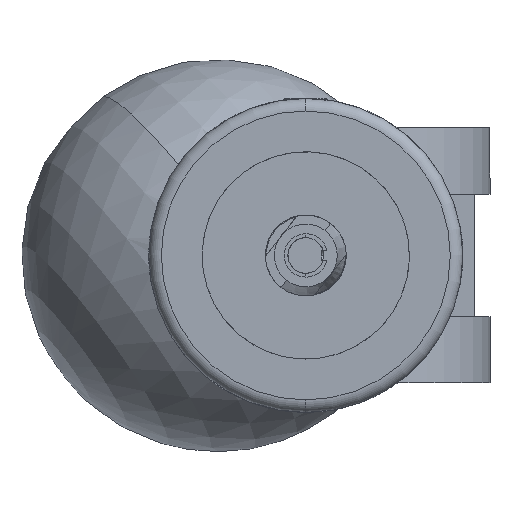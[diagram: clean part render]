
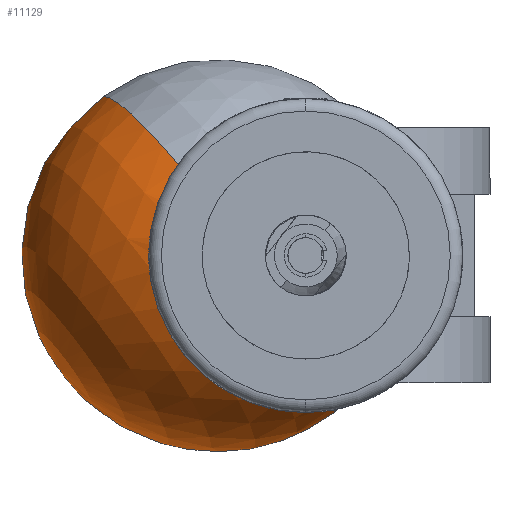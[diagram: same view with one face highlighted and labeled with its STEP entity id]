
A CAD part, left-side view. The second image highlights one B-rep face of the part: STEP entity #11129.
In plain terms, the highlighted spherical face has radius 15.875 mm.
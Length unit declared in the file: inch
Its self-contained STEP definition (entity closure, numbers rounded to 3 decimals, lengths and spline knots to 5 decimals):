
#541 = CARTESIAN_POINT ( 'NONE',  ( 5.12791, 0.39068, -0.14627 ) ) ;
#1351 = CIRCLE ( 'NONE', #6732, 0.25 ) ;
#1984 = CARTESIAN_POINT ( 'NONE',  ( 5.15962, 0.19044, 0. ) ) ;
#2023 = CARTESIAN_POINT ( 'NONE',  ( 5.72539, 0.28004, 0. ) ) ;
#2088 = DIRECTION ( 'NONE',  ( 0., 0.59, 0.808 ) ) ;
#2433 = VERTEX_POINT ( 'NONE', #3511 ) ;
#2789 = CIRCLE ( 'NONE', #8829, 0.25 ) ;
#2853 = EDGE_CURVE ( 'NONE', #11476, #2433, #1351, .T. ) ;
#2859 = DIRECTION ( 'NONE',  ( 0.988, 0.156, 0. ) ) ;
#3294 = DIRECTION ( 'NONE',  ( -0.127, 0.801, -0.585 ) ) ;
#3511 = CARTESIAN_POINT ( 'NONE',  ( 5.13674, 0.3349, 0.20274 ) ) ;
#3567 = SPHERICAL_SURFACE ( 'NONE', #3947, 0.625 ) ;
#3609 = AXIS2_PLACEMENT_3D ( 'NONE', #2023, #3294, #2088 ) ;
#3789 = EDGE_CURVE ( 'NONE', #8887, #11476, #2789, .T. ) ;
#3947 = AXIS2_PLACEMENT_3D ( 'NONE', #12940, #5463, #9724 ) ;
#4082 = DIRECTION ( 'NONE',  ( 0.127, -0.801, 0.585 ) ) ;
#4084 = ORIENTED_EDGE ( 'NONE', *, *, #2853, .T. ) ;
#4318 = CARTESIAN_POINT ( 'NONE',  ( 5.1825, 0.04597, -0.20274 ) ) ;
#5062 = ORIENTED_EDGE ( 'NONE', *, *, #3789, .T. ) ;
#5463 = DIRECTION ( 'NONE',  ( 0.127, -0.801, 0.585 ) ) ;
#6574 = FACE_OUTER_BOUND ( 'NONE', #13814, .T. ) ;
#6732 = AXIS2_PLACEMENT_3D ( 'NONE', #1984, #11583, #4082 ) ;
#7211 = CARTESIAN_POINT ( 'NONE',  ( 6.3427, 0.37782, 0. ) ) ;
#8178 = DIRECTION ( 'NONE',  ( 0.127, -0.801, 0.585 ) ) ;
#8521 = DIRECTION ( 'NONE',  ( 0., -0.59, -0.808 ) ) ;
#8829 = AXIS2_PLACEMENT_3D ( 'NONE', #11018, #2859, #8178 ) ;
#8887 = VERTEX_POINT ( 'NONE', #4318 ) ;
#9101 = CIRCLE ( 'NONE', #10201, 0.625 ) ;
#9555 = ORIENTED_EDGE ( 'NONE', *, *, #12425, .T. ) ;
#9691 = CARTESIAN_POINT ( 'NONE',  ( 5.72539, 0.28004, 0. ) ) ;
#9724 = DIRECTION ( 'NONE',  ( 0.092, -0.578, -0.811 ) ) ;
#10201 = AXIS2_PLACEMENT_3D ( 'NONE', #9691, #12010, #8521 ) ;
#10849 = EDGE_CURVE ( 'NONE', #12388, #2433, #9101, .T. ) ;
#11018 = CARTESIAN_POINT ( 'NONE',  ( 5.15962, 0.19044, 0. ) ) ;
#11129 = ADVANCED_FACE ( 'NONE', ( #6574 ), #3567, .T. ) ;
#11476 = VERTEX_POINT ( 'NONE', #541 ) ;
#11583 = DIRECTION ( 'NONE',  ( 0.988, 0.156, 0. ) ) ;
#12010 = DIRECTION ( 'NONE',  ( 0.127, -0.801, 0.585 ) ) ;
#12388 = VERTEX_POINT ( 'NONE', #7211 ) ;
#12425 = EDGE_CURVE ( 'NONE', #12388, #8887, #12995, .T. ) ;
#12688 = ORIENTED_EDGE ( 'NONE', *, *, #10849, .F. ) ;
#12940 = CARTESIAN_POINT ( 'NONE',  ( 5.72539, 0.28004, 0. ) ) ;
#12995 = CIRCLE ( 'NONE', #3609, 0.625 ) ;
#13814 = EDGE_LOOP ( 'NONE', ( #12688, #9555, #5062, #4084 ) ) ;
